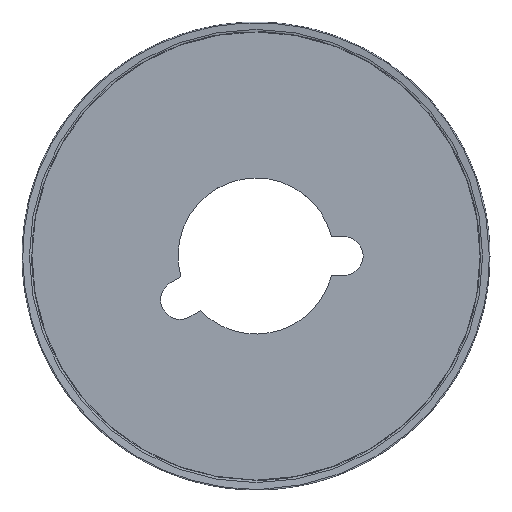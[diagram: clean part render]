
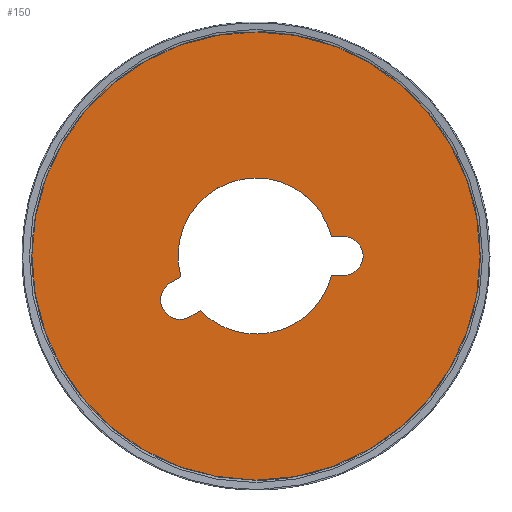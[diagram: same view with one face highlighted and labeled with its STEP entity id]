
A CAD part, top view. The second image highlights one B-rep face of the part: STEP entity #150.
In plain terms, the highlighted planar face has unit normal (0, 0, 1).
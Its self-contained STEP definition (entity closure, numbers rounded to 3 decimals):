
#100=PLANE('',#569);
#109=LINE('',#780,#129);
#110=LINE('',#784,#130);
#111=LINE('',#788,#131);
#112=LINE('',#792,#132);
#129=VECTOR('',#633,1.);
#130=VECTOR('',#636,1.);
#131=VECTOR('',#639,1.);
#132=VECTOR('',#642,1.);
#150=ADVANCED_FACE('',(#193,#194),#100,.T.);
#193=FACE_BOUND('',#245,.T.);
#194=FACE_BOUND('',#246,.T.);
#245=EDGE_LOOP('',(#307));
#246=EDGE_LOOP('',(#308,#309,#310,#311,#312,#313,#314,#315));
#307=ORIENTED_EDGE('',*,*,#455,.T.);
#308=ORIENTED_EDGE('',*,*,#456,.F.);
#309=ORIENTED_EDGE('',*,*,#457,.T.);
#310=ORIENTED_EDGE('',*,*,#458,.F.);
#311=ORIENTED_EDGE('',*,*,#459,.T.);
#312=ORIENTED_EDGE('',*,*,#460,.F.);
#313=ORIENTED_EDGE('',*,*,#461,.F.);
#314=ORIENTED_EDGE('',*,*,#462,.F.);
#315=ORIENTED_EDGE('',*,*,#463,.T.);
#412=VERTEX_POINT('',#775);
#413=VERTEX_POINT('',#778);
#414=VERTEX_POINT('',#779);
#415=VERTEX_POINT('',#781);
#416=VERTEX_POINT('',#783);
#417=VERTEX_POINT('',#785);
#418=VERTEX_POINT('',#787);
#419=VERTEX_POINT('',#789);
#420=VERTEX_POINT('',#791);
#455=EDGE_CURVE('',#412,#412,#508,.T.);
#456=EDGE_CURVE('',#413,#414,#509,.T.);
#457=EDGE_CURVE('',#413,#415,#109,.T.);
#458=EDGE_CURVE('',#416,#415,#510,.T.);
#459=EDGE_CURVE('',#416,#417,#110,.T.);
#460=EDGE_CURVE('',#418,#417,#511,.T.);
#461=EDGE_CURVE('',#419,#418,#111,.T.);
#462=EDGE_CURVE('',#420,#419,#512,.T.);
#463=EDGE_CURVE('',#420,#414,#112,.T.);
#508=CIRCLE('',#563,37.5);
#509=CIRCLE('',#565,3.175);
#510=CIRCLE('',#566,12.705);
#511=CIRCLE('',#567,3.175);
#512=CIRCLE('',#568,12.705);
#563=AXIS2_PLACEMENT_3D('',#774,#627,#628);
#565=AXIS2_PLACEMENT_3D('',#777,#631,#632);
#566=AXIS2_PLACEMENT_3D('',#782,#634,#635);
#567=AXIS2_PLACEMENT_3D('',#786,#637,#638);
#568=AXIS2_PLACEMENT_3D('',#790,#640,#641);
#569=AXIS2_PLACEMENT_3D('',#793,#643,#644);
#627=DIRECTION('',(0.,0.,1.));
#628=DIRECTION('',(-1.,0.,0.));
#631=DIRECTION('',(0.,0.,1.));
#632=DIRECTION('',(0.,1.,0.));
#633=DIRECTION('',(-1.,0.,0.));
#634=DIRECTION('',(0.,0.,1.));
#635=DIRECTION('',(0.,1.,0.));
#636=DIRECTION('',(-0.866,-0.5,0.));
#637=DIRECTION('',(0.,0.,1.));
#638=DIRECTION('',(0.,1.,0.));
#639=DIRECTION('',(-0.866,-0.5,0.));
#640=DIRECTION('',(0.,0.,1.));
#641=DIRECTION('',(0.,1.,0.));
#642=DIRECTION('',(1.,0.,0.));
#643=DIRECTION('',(0.,0.,1.));
#644=DIRECTION('',(0.,-1.,0.));
#774=CARTESIAN_POINT('',(0.,0.,0.));
#775=CARTESIAN_POINT('',(-37.5,0.,0.));
#777=CARTESIAN_POINT('',(14.27,0.,0.));
#778=CARTESIAN_POINT('',(14.27,-3.175,0.));
#779=CARTESIAN_POINT('',(14.27,3.175,0.));
#780=CARTESIAN_POINT('',(0.,-3.175,0.));
#781=CARTESIAN_POINT('',(12.302,-3.175,0.));
#782=CARTESIAN_POINT('',(0.,0.,0.));
#783=CARTESIAN_POINT('',(-9.066,-8.901,0.));
#784=CARTESIAN_POINT('',(1.588,-2.75,0.));
#785=CARTESIAN_POINT('',(-10.77,-9.885,0.));
#786=CARTESIAN_POINT('',(-12.358,-7.135,0.));
#787=CARTESIAN_POINT('',(-13.945,-4.385,0.));
#788=CARTESIAN_POINT('',(-1.588,2.75,0.));
#789=CARTESIAN_POINT('',(-12.241,-3.401,0.));
#790=CARTESIAN_POINT('',(0.,0.,0.));
#791=CARTESIAN_POINT('',(12.302,3.175,0.));
#792=CARTESIAN_POINT('',(0.,3.175,0.));
#793=CARTESIAN_POINT('',(0.,0.,0.));
